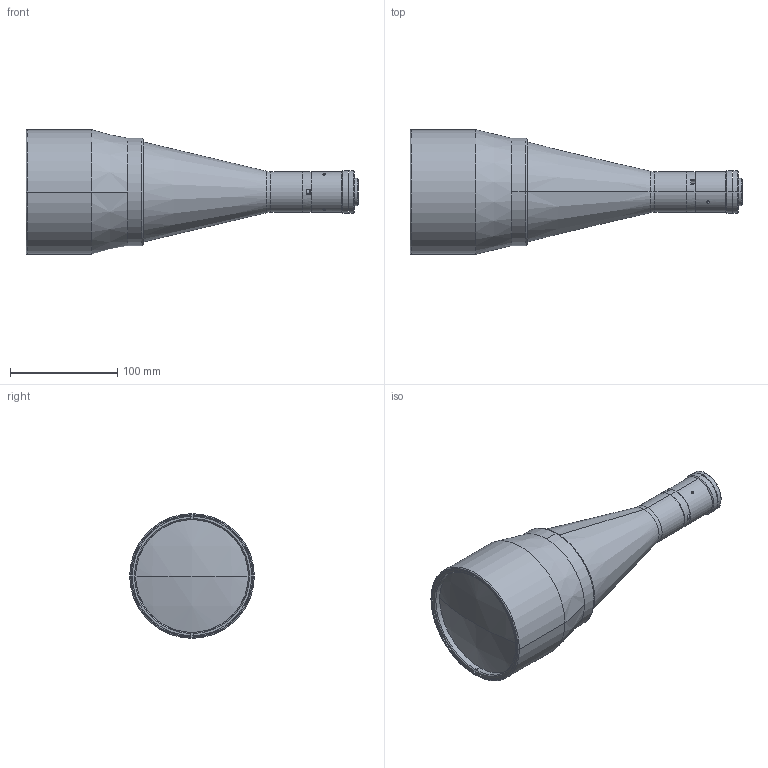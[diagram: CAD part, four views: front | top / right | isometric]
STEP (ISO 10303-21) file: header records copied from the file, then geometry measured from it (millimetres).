
FILE_DESCRIPTION (( 'STEP AP203' ), '1' );
FILE_NAME ('TC1MHR080-C.step', '2018-11-28T08:38:13', ( '' ), ( '' ), 'SwSTEP 2.0', 'SolidWorks 2018', '' );
FILE_SCHEMA (( 'CONFIG_CONTROL_DESIGN' ));
Length unit declared in the file: millimetre
Products named in the file (1): TC1MHR080-C
Bounding box: 308.93 x 116 x 116 mm (x, y, z)
Surface area: 102237.2 mm2 (no closed solid volume)
Topology: 0 solids, 14 shells, 105 faces, 297 edges, 207 vertices
Faces by surface type: cylinder 45, plane 34, cone 16, torus 8, sphere 2
Entity records: 3772 total; most frequent: CARTESIAN_POINT 850, DIRECTION 667, ORIENTED_EDGE 495, EDGE_CURVE 297, AXIS2_PLACEMENT_3D 280, VERTEX_POINT 207, CIRCLE 174, EDGE_LOOP 134
